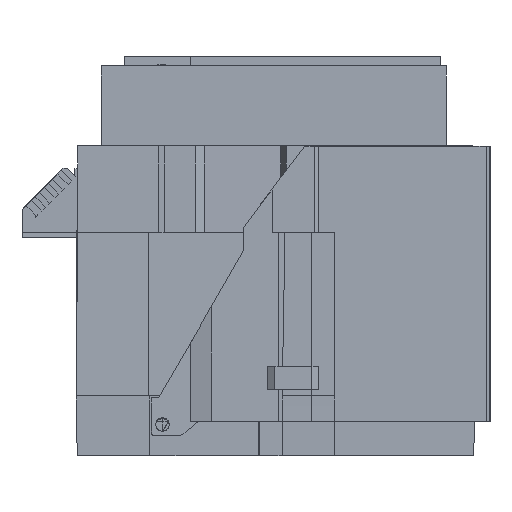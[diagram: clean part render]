
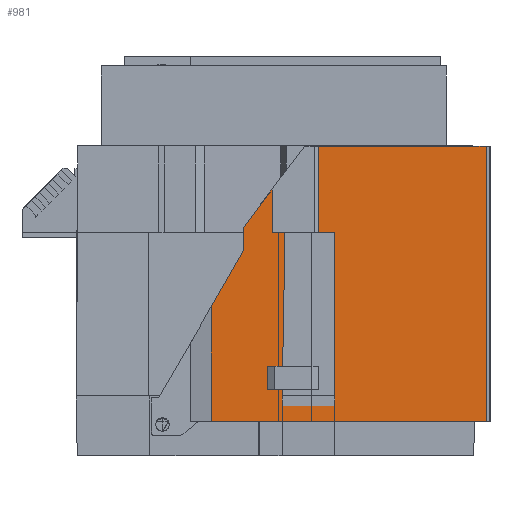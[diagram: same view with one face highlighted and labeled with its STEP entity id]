
A CAD part, left-side view. The second image highlights one B-rep face of the part: STEP entity #981.
In plain terms, the highlighted planar face has unit normal (-1, 0, 0).
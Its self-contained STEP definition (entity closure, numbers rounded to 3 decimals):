
#981=ADVANCED_FACE('',(#3338,#3339),#3340,.T.);
#3338=FACE_OUTER_BOUND('',#6767,.T.);
#3339=FACE_BOUND('',#6768,.T.);
#3340=PLANE('',#6769);
#6767=EDGE_LOOP('',(#13974,#13975,#13976,#13977,#13978,#13979,#13980,#13981,#13982,#13983));
#6768=EDGE_LOOP('',(#13984,#13985,#13986,#13987));
#6769=AXIS2_PLACEMENT_3D('',#13988,#13989,#13990);
#13974=ORIENTED_EDGE('',*,*,#23214,.T.);
#13975=ORIENTED_EDGE('',*,*,#23215,.F.);
#13976=ORIENTED_EDGE('',*,*,#23199,.T.);
#13977=ORIENTED_EDGE('',*,*,#23213,.F.);
#13978=ORIENTED_EDGE('',*,*,#23216,.F.);
#13979=ORIENTED_EDGE('',*,*,#23217,.F.);
#13980=ORIENTED_EDGE('',*,*,#23218,.T.);
#13981=ORIENTED_EDGE('',*,*,#23219,.T.);
#13982=ORIENTED_EDGE('',*,*,#23220,.T.);
#13983=ORIENTED_EDGE('',*,*,#23221,.F.);
#13984=ORIENTED_EDGE('',*,*,#23222,.F.);
#13985=ORIENTED_EDGE('',*,*,#23223,.T.);
#13986=ORIENTED_EDGE('',*,*,#23224,.T.);
#13987=ORIENTED_EDGE('',*,*,#23225,.T.);
#13988=CARTESIAN_POINT('',(-352.9,185.89,188.0));
#13989=DIRECTION('',(-1.0,0.0,0.0));
#13990=DIRECTION('',(0.0,0.0,1.0));
#23199=EDGE_CURVE('',#28297,#28298,#28299,.T.);
#23213=EDGE_CURVE('',#28321,#28298,#28323,.T.);
#23214=EDGE_CURVE('',#28324,#28325,#28326,.T.);
#23215=EDGE_CURVE('',#28297,#28325,#28327,.T.);
#23216=EDGE_CURVE('',#28328,#28321,#28329,.T.);
#23217=EDGE_CURVE('',#28330,#28328,#28331,.T.);
#23218=EDGE_CURVE('',#28330,#28332,#28333,.T.);
#23219=EDGE_CURVE('',#28332,#28334,#28335,.T.);
#23220=EDGE_CURVE('',#28334,#28336,#28337,.T.);
#23221=EDGE_CURVE('',#28324,#28336,#28338,.T.);
#23222=EDGE_CURVE('',#28339,#28340,#28341,.T.);
#23223=EDGE_CURVE('',#28339,#28342,#28343,.T.);
#23224=EDGE_CURVE('',#28342,#28344,#28345,.T.);
#23225=EDGE_CURVE('',#28344,#28340,#28346,.T.);
#28297=VERTEX_POINT('',#36314);
#28298=VERTEX_POINT('',#36315);
#28299=LINE('',#36316,#36317);
#28321=VERTEX_POINT('',#36352);
#28323=LINE('',#36355,#36356);
#28324=VERTEX_POINT('',#36357);
#28325=VERTEX_POINT('',#36358);
#28326=LINE('',#36359,#36360);
#28327=LINE('',#36361,#36362);
#28328=VERTEX_POINT('',#36363);
#28329=LINE('',#36364,#36365);
#28330=VERTEX_POINT('',#36366);
#28331=LINE('',#36367,#36368);
#28332=VERTEX_POINT('',#36369);
#28333=LINE('',#36370,#36371);
#28334=VERTEX_POINT('',#36372);
#28335=LINE('',#36373,#36374);
#28336=VERTEX_POINT('',#36375);
#28337=LINE('',#36376,#36377);
#28338=LINE('',#36378,#36379);
#28339=VERTEX_POINT('',#36380);
#28340=VERTEX_POINT('',#36381);
#28341=LINE('',#36382,#36383);
#28342=VERTEX_POINT('',#36384);
#28343=LINE('',#36385,#36386);
#28344=VERTEX_POINT('',#36387);
#28345=LINE('',#36388,#36389);
#28346=LINE('',#36390,#36391);
#36314=CARTESIAN_POINT('',(-352.9,185.89,67.048));
#36315=CARTESIAN_POINT('',(-352.9,185.89,-19.));
#36316=CARTESIAN_POINT('',(-352.9,185.89,67.048));
#36317=VECTOR('',#44628,86.048);
#36352=CARTESIAN_POINT('',(-352.9,-20.952,-19.));
#36355=CARTESIAN_POINT('',(-352.9,-20.952,-19.));
#36356=VECTOR('',#44643,206.842);
#36357=CARTESIAN_POINT('',(-352.9,161.548,127.0));
#36358=CARTESIAN_POINT('',(-352.9,161.548,109.536));
#36359=CARTESIAN_POINT('',(-352.9,161.548,127.0));
#36360=VECTOR('',#44644,17.464);
#36361=CARTESIAN_POINT('',(-352.9,185.89,67.048));
#36362=VECTOR('',#44645,48.967);
#36363=CARTESIAN_POINT('',(-352.9,-20.952,188.0));
#36364=CARTESIAN_POINT('',(-352.9,-20.952,188.0));
#36365=VECTOR('',#44646,207.);
#36366=CARTESIAN_POINT('',(-352.9,105.004,188.0));
#36367=CARTESIAN_POINT('',(-352.9,105.004,188.0));
#36368=VECTOR('',#44647,125.956);
#36369=CARTESIAN_POINT('',(-352.9,105.004,123.0));
#36370=CARTESIAN_POINT('',(-352.9,105.004,188.0));
#36371=VECTOR('',#44648,65.0);
#36372=CARTESIAN_POINT('',(-352.9,139.881,123.0));
#36373=CARTESIAN_POINT('',(-352.9,105.004,123.0));
#36374=VECTOR('',#44649,34.877);
#36375=CARTESIAN_POINT('',(-352.9,139.881,155.753));
#36376=CARTESIAN_POINT('',(-352.9,139.881,123.0));
#36377=VECTOR('',#44650,32.753);
#36378=CARTESIAN_POINT('',(-352.9,161.548,127.0));
#36379=VECTOR('',#44651,36.003);
#36380=CARTESIAN_POINT('',(-352.9,143.202,22.5));
#36381=CARTESIAN_POINT('',(-352.9,143.202,4.9));
#36382=CARTESIAN_POINT('',(-352.9,143.202,22.5));
#36383=VECTOR('',#44652,17.6);
#36384=CARTESIAN_POINT('',(-352.9,105.004,22.5));
#36385=CARTESIAN_POINT('',(-352.9,143.202,22.5));
#36386=VECTOR('',#44653,38.199);
#36387=CARTESIAN_POINT('',(-352.9,105.004,4.9));
#36388=CARTESIAN_POINT('',(-352.9,105.004,22.5));
#36389=VECTOR('',#44654,17.6);
#36390=CARTESIAN_POINT('',(-352.9,105.004,4.9));
#36391=VECTOR('',#44655,38.199);
#44628=DIRECTION('',(0.0,0.,-1.0));
#44643=DIRECTION('',(0.0,1.,0.));
#44644=DIRECTION('',(0.,0.,-1.0));
#44645=DIRECTION('',(0.,-0.497,0.868));
#44646=DIRECTION('',(0.0,0.0,-1.0));
#44647=DIRECTION('',(0.,-1.0,0.0));
#44648=DIRECTION('',(0.0,0.,-1.0));
#44649=DIRECTION('',(0.,1.0,0.0));
#44650=DIRECTION('',(0.0,0.,1.0));
#44651=DIRECTION('',(0.0,-0.602,0.799));
#44652=DIRECTION('',(0.,0.,-1.0));
#44653=DIRECTION('',(0.,-1.0,0.0));
#44654=DIRECTION('',(0.,0.,-1.0));
#44655=DIRECTION('',(0.,1.0,0.0));
